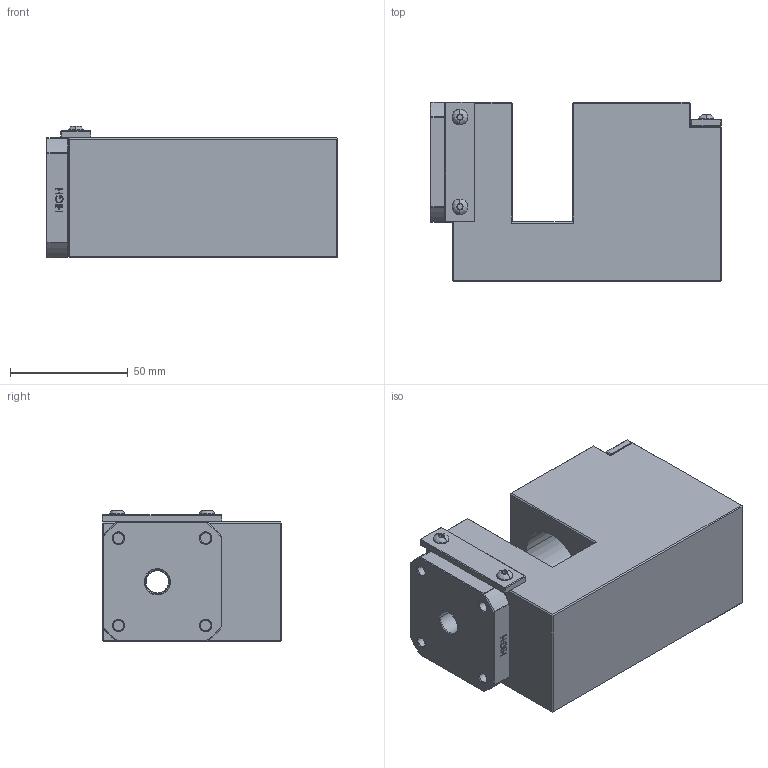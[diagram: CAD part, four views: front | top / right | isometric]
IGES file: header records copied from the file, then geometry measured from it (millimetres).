
Start section: SolidWorks IGES file using analytic representation for surfaces
Global section: file name: OSM125.IGS; native system: SolidWorks 2007; preprocessor: SolidWorks 2007; author: tmiller; date: 080913.175405; units: inch
Bounding box: 123.83 x 76.2 x 55.7 mm (x, y, z)
Surface area: 59894.6 mm2 (no closed solid volume)
Topology: 0 solids, 0 shells, 1303 faces, 9678 edges, 9670 vertices
Faces by surface type: bspline 1054, revolution 249
